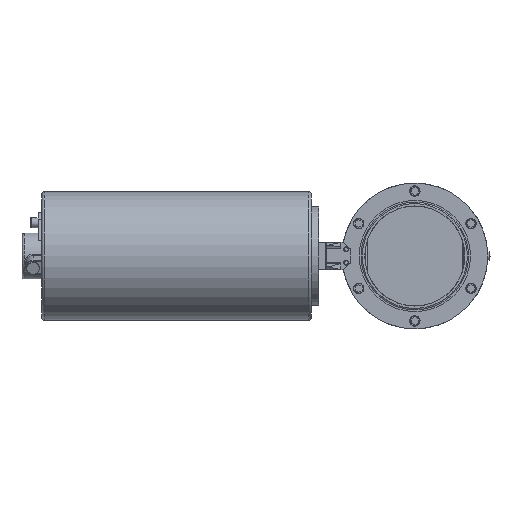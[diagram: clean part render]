
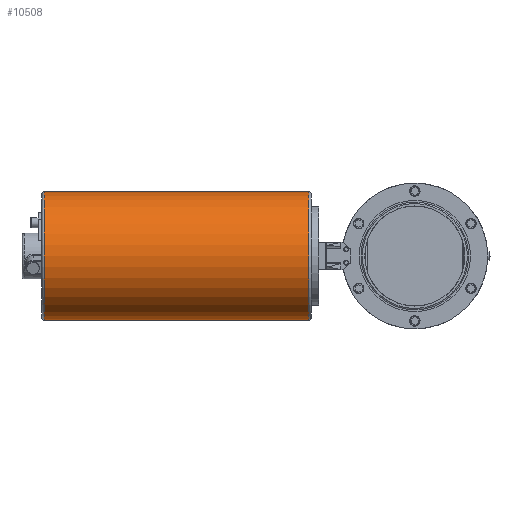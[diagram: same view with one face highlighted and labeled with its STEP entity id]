
A CAD part, left-side view. The second image highlights one B-rep face of the part: STEP entity #10508.
In plain terms, the highlighted cylindrical face has radius 52 mm (diameter 104 mm), a partial arc.
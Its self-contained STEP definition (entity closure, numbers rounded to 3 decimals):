
#59 = AXIS2_PLACEMENT_3D ( 'NONE', #9688, #12003, #10745 ) ;
#75 = CARTESIAN_POINT ( 'NONE',  ( 0., 301.85, 0. ) ) ;
#166 = DIRECTION ( 'NONE',  ( 0., -1., 0. ) ) ;
#241 = VECTOR ( 'NONE', #166, 1000. ) ;
#567 = AXIS2_PLACEMENT_3D ( 'NONE', #75, #12657, #4532 ) ;
#1268 = EDGE_CURVE ( 'NONE', #3348, #5422, #8275, .T. ) ;
#1304 = CIRCLE ( 'NONE', #9491, 52. ) ;
#1686 = ORIENTED_EDGE ( 'NONE', *, *, #6471, .T. ) ;
#1853 = ORIENTED_EDGE ( 'NONE', *, *, #11688, .T. ) ;
#3348 = VERTEX_POINT ( 'NONE', #4074 ) ;
#4074 = CARTESIAN_POINT ( 'NONE',  ( 0., 299.85, 52. ) ) ;
#4250 = CARTESIAN_POINT ( 'NONE',  ( 0., 299.85, -52. ) ) ;
#4473 = DIRECTION ( 'NONE',  ( 0., 1., 0. ) ) ;
#4532 = DIRECTION ( 'NONE',  ( 0., 0., -1. ) ) ;
#5422 = VERTEX_POINT ( 'NONE', #6958 ) ;
#5925 = LINE ( 'NONE', #10497, #241 ) ;
#5973 = VERTEX_POINT ( 'NONE', #4250 ) ;
#6471 = EDGE_CURVE ( 'NONE', #3348, #5973, #13063, .T. ) ;
#6696 = EDGE_LOOP ( 'NONE', ( #9871, #1686, #1853, #7434 ) ) ;
#6958 = CARTESIAN_POINT ( 'NONE',  ( 0., 85.85, 52. ) ) ;
#7434 = ORIENTED_EDGE ( 'NONE', *, *, #8864, .T. ) ;
#7792 = CARTESIAN_POINT ( 'NONE',  ( 0., 85.85, 0. ) ) ;
#8078 = FACE_OUTER_BOUND ( 'NONE', #6696, .T. ) ;
#8275 = LINE ( 'NONE', #9326, #14471 ) ;
#8864 = EDGE_CURVE ( 'NONE', #13317, #5422, #1304, .T. ) ;
#9091 = DIRECTION ( 'NONE',  ( 0., -1., 0. ) ) ;
#9326 = CARTESIAN_POINT ( 'NONE',  ( 0., 301.85, 52. ) ) ;
#9491 = AXIS2_PLACEMENT_3D ( 'NONE', #7792, #4473, #12373 ) ;
#9688 = CARTESIAN_POINT ( 'NONE',  ( 0., 299.85, 0. ) ) ;
#9871 = ORIENTED_EDGE ( 'NONE', *, *, #1268, .F. ) ;
#10497 = CARTESIAN_POINT ( 'NONE',  ( 0., 301.85, -52. ) ) ;
#10508 = ADVANCED_FACE ( 'NONE', ( #8078 ), #11450, .T. ) ;
#10745 = DIRECTION ( 'NONE',  ( 0., 0., 1. ) ) ;
#11450 = CYLINDRICAL_SURFACE ( 'NONE', #567, 52. ) ;
#11688 = EDGE_CURVE ( 'NONE', #5973, #13317, #5925, .T. ) ;
#12003 = DIRECTION ( 'NONE',  ( 0., -1., 0. ) ) ;
#12373 = DIRECTION ( 'NONE',  ( 0., 0., 1. ) ) ;
#12657 = DIRECTION ( 'NONE',  ( 0., -1., 0. ) ) ;
#13063 = CIRCLE ( 'NONE', #59, 52. ) ;
#13317 = VERTEX_POINT ( 'NONE', #13392 ) ;
#13392 = CARTESIAN_POINT ( 'NONE',  ( 0., 85.85, -52. ) ) ;
#14471 = VECTOR ( 'NONE', #9091, 1000. ) ;
